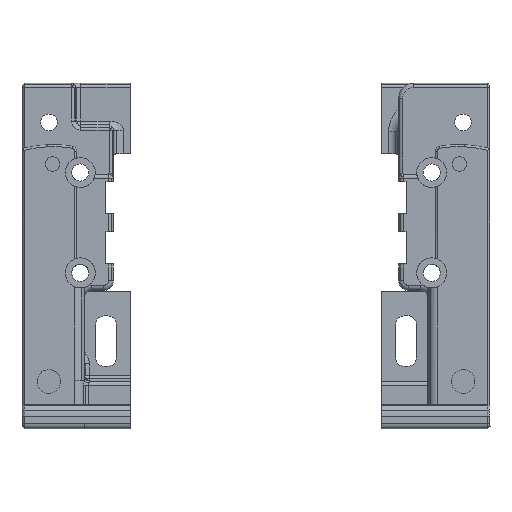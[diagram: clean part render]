
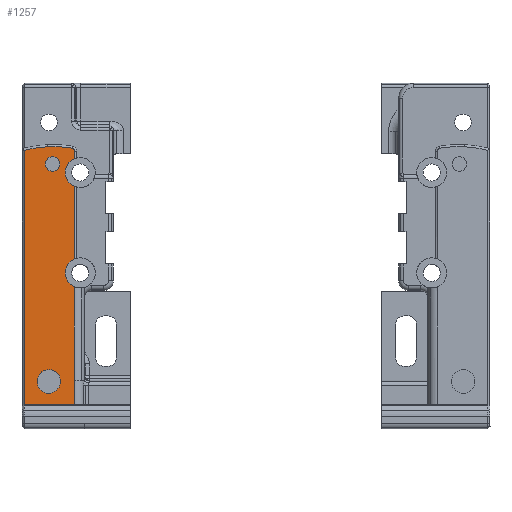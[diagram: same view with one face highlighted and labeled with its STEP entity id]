
A CAD part, front view. The second image highlights one B-rep face of the part: STEP entity #1257.
In plain terms, the highlighted planar face has unit normal (0, -1, 0).
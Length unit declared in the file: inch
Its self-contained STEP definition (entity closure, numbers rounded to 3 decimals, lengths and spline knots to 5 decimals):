
#1257=ADVANCED_FACE('',(#3134,#3135,#3136),#3137,.T.);
#3134=FACE_OUTER_BOUND('',#5719,.T.);
#3135=FACE_BOUND('',#5720,.T.);
#3136=FACE_BOUND('',#5721,.T.);
#3137=PLANE('',#5722);
#5719=EDGE_LOOP('',(#11259,#11260,#11261,#11262,#11263,#11264,#11265,#11266,#11267,#11268,#11269,#11270,#11271));
#5720=EDGE_LOOP('',(#11272,#11273,#11274));
#5721=EDGE_LOOP('',(#11275,#11276));
#5722=AXIS2_PLACEMENT_3D('',#11277,#11278,#11279);
#11259=ORIENTED_EDGE('',*,*,#17397,.F.);
#11260=ORIENTED_EDGE('',*,*,#18180,.F.);
#11261=ORIENTED_EDGE('',*,*,#18181,.T.);
#11262=ORIENTED_EDGE('',*,*,#18182,.T.);
#11263=ORIENTED_EDGE('',*,*,#18183,.F.);
#11264=ORIENTED_EDGE('',*,*,#17904,.T.);
#11265=ORIENTED_EDGE('',*,*,#17150,.T.);
#11266=ORIENTED_EDGE('',*,*,#17417,.F.);
#11267=ORIENTED_EDGE('',*,*,#18184,.F.);
#11268=ORIENTED_EDGE('',*,*,#18185,.F.);
#11269=ORIENTED_EDGE('',*,*,#18186,.F.);
#11270=ORIENTED_EDGE('',*,*,#17340,.F.);
#11271=ORIENTED_EDGE('',*,*,#18187,.T.);
#11272=ORIENTED_EDGE('',*,*,#18188,.T.);
#11273=ORIENTED_EDGE('',*,*,#18189,.T.);
#11274=ORIENTED_EDGE('',*,*,#18190,.T.);
#11275=ORIENTED_EDGE('',*,*,#18083,.F.);
#11276=ORIENTED_EDGE('',*,*,#17999,.F.);
#11277=CARTESIAN_POINT('',(-0.92735,-0.37402,1.02663));
#11278=DIRECTION('',(0.,-1.0,0.));
#11279=DIRECTION('',(1.0,0.,0.));
#17150=EDGE_CURVE('',#20280,#20278,#20281,.T.);
#17340=EDGE_CURVE('',#20618,#20620,#20621,.T.);
#17397=EDGE_CURVE('',#20724,#20726,#20727,.T.);
#17417=EDGE_CURVE('',#20759,#20278,#20761,.T.);
#17904=EDGE_CURVE('',#21588,#20280,#21589,.T.);
#17999=EDGE_CURVE('',#21737,#21739,#21740,.T.);
#18083=EDGE_CURVE('',#21739,#21737,#21866,.T.);
#18180=EDGE_CURVE('',#22018,#20724,#22019,.T.);
#18181=EDGE_CURVE('',#22018,#22020,#22021,.T.);
#18182=EDGE_CURVE('',#22020,#22022,#22023,.T.);
#18183=EDGE_CURVE('',#21588,#22022,#22024,.T.);
#18184=EDGE_CURVE('',#22025,#20759,#22026,.T.);
#18185=EDGE_CURVE('',#22027,#22025,#22028,.T.);
#18186=EDGE_CURVE('',#20620,#22027,#22029,.T.);
#18187=EDGE_CURVE('',#20618,#20726,#22030,.T.);
#18188=EDGE_CURVE('',#22031,#22032,#22033,.F.);
#18189=EDGE_CURVE('',#22032,#22034,#22035,.F.);
#18190=EDGE_CURVE('',#22034,#22031,#22036,.F.);
#20278=VERTEX_POINT('',#24856);
#20280=VERTEX_POINT('',#24891);
#20281=CIRCLE('',#24892,0.11811);
#20618=VERTEX_POINT('',#25509);
#20620=VERTEX_POINT('',#25512);
#20621=LINE('',#25513,#25514);
#20724=VERTEX_POINT('',#25685);
#20726=VERTEX_POINT('',#25687);
#20727=LINE('',#25688,#25689);
#20759=VERTEX_POINT('',#25735);
#20761=LINE('',#25737,#25738);
#21588=VERTEX_POINT('',#27352);
#21589=CIRCLE('',#27353,0.11811);
#21737=VERTEX_POINT('',#27660);
#21739=VERTEX_POINT('',#27663);
#21740=CIRCLE('',#27664,0.05709);
#21866=CIRCLE('',#27840,0.05709);
#22018=VERTEX_POINT('',#28041);
#22019=LINE('',#28042,#28043);
#22020=VERTEX_POINT('',#28044);
#22021=CIRCLE('',#28045,0.11811);
#22022=VERTEX_POINT('',#28046);
#22023=CIRCLE('',#28047,0.11811);
#22024=LINE('',#28048,#28049);
#22025=VERTEX_POINT('',#28050);
#22026=CIRCLE('',#28051,0.02362);
#22027=VERTEX_POINT('',#28052);
#22028=CIRCLE('',#28053,0.91823);
#22029=CIRCLE('',#28054,0.91823);
#22030=LINE('',#28055,#28056);
#22031=VERTEX_POINT('',#28057);
#22032=VERTEX_POINT('',#28058);
#22033=CIRCLE('',#28059,0.09252);
#22034=VERTEX_POINT('',#28060);
#22035=CIRCLE('',#28061,0.09252);
#22036=CIRCLE('',#28062,0.09252);
#24856=CARTESIAN_POINT('',(-1.36436,-0.37402,2.05499));
#24891=CARTESIAN_POINT('',(-1.43917,-0.37402,1.94511));
#24892=AXIS2_PLACEMENT_3D('',#32631,#32632,#32633);
#25509=CARTESIAN_POINT('',(-1.762,-0.37402,0.12602));
#25512=CARTESIAN_POINT('',(-1.762,-0.37402,2.11886));
#25513=CARTESIAN_POINT('',(-1.762,-0.37402,2.60342));
#25514=VECTOR('',#32856,10.0);
#25685=CARTESIAN_POINT('',(-1.3683,-0.37402,0.31538));
#25687=CARTESIAN_POINT('',(-1.3683,-0.37402,0.12602));
#25688=CARTESIAN_POINT('',(-1.3683,-0.37402,1.02663));
#25689=VECTOR('',#32943,2.0);
#25735=CARTESIAN_POINT('',(-1.36436,-0.37402,2.11214));
#25737=CARTESIAN_POINT('',(-1.36436,-0.37402,1.28103));
#25738=VECTOR('',#32964,10.0);
#27352=CARTESIAN_POINT('',(-1.36436,-0.37402,1.83522));
#27353=AXIS2_PLACEMENT_3D('',#33640,#33641,#33642);
#27660=CARTESIAN_POINT('',(-1.4805,-0.37402,2.01187));
#27663=CARTESIAN_POINT('',(-1.59468,-0.37402,2.01187));
#27664=AXIS2_PLACEMENT_3D('',#33753,#33754,#33755);
#27840=AXIS2_PLACEMENT_3D('',#33851,#33852,#33853);
#28041=CARTESIAN_POINT('',(-1.3683,-0.37402,1.04946));
#28042=CARTESIAN_POINT('',(-1.3683,-0.37402,1.28103));
#28043=VECTOR('',#33984,1.0);
#28044=CARTESIAN_POINT('',(-1.43917,-0.37402,1.15771));
#28045=AXIS2_PLACEMENT_3D('',#33985,#33986,#33987);
#28046=CARTESIAN_POINT('',(-1.36436,-0.37402,1.26759));
#28047=AXIS2_PLACEMENT_3D('',#33988,#33989,#33990);
#28048=CARTESIAN_POINT('',(-1.36436,-0.37402,1.28103));
#28049=VECTOR('',#33991,10.0);
#28050=CARTESIAN_POINT('',(-1.38414,-0.37402,2.13545));
#28051=AXIS2_PLACEMENT_3D('',#33992,#33993,#33994);
#28052=CARTESIAN_POINT('',(-1.57497,-0.37402,2.14677));
#28053=AXIS2_PLACEMENT_3D('',#33995,#33996,#33997);
#28054=AXIS2_PLACEMENT_3D('',#33998,#33999,#34000);
#28055=CARTESIAN_POINT('',(-1.38109,-0.37402,0.12602));
#28056=VECTOR('',#34001,10.0);
#28057=CARTESIAN_POINT('',(-1.65927,-0.37402,0.31538));
#28058=CARTESIAN_POINT('',(-1.4746,-0.37402,0.30714));
#28059=AXIS2_PLACEMENT_3D('',#34002,#34003,#34004);
#28060=CARTESIAN_POINT('',(-1.65964,-0.37402,0.30714));
#28061=AXIS2_PLACEMENT_3D('',#34005,#34006,#34007);
#28062=AXIS2_PLACEMENT_3D('',#34008,#34009,#34010);
#32631=CARTESIAN_POINT('',(-1.32106,-0.37402,1.94511));
#32632=DIRECTION('',(0.,1.0,0.));
#32633=DIRECTION('',(1.0,0.,0.));
#32856=DIRECTION('',(0.,0.,1.0));
#32943=DIRECTION('',(0.,0.,-1.));
#32964=DIRECTION('',(0.,0.,-1.0));
#33640=CARTESIAN_POINT('',(-1.32106,-0.37402,1.94511));
#33641=DIRECTION('',(0.,1.0,0.));
#33642=DIRECTION('',(1.0,0.,0.));
#33753=CARTESIAN_POINT('',(-1.53759,-0.37402,2.01187));
#33754=DIRECTION('',(0.,-1.0,0.));
#33755=DIRECTION('',(1.0,0.,0.));
#33851=CARTESIAN_POINT('',(-1.53759,-0.37402,2.01187));
#33852=DIRECTION('',(0.,-1.0,0.));
#33853=DIRECTION('',(1.0,0.,0.));
#33984=DIRECTION('',(0.,0.,-1.0));
#33985=CARTESIAN_POINT('',(-1.32106,-0.37402,1.15771));
#33986=DIRECTION('',(0.,1.0,0.));
#33987=DIRECTION('',(1.0,0.,0.));
#33988=CARTESIAN_POINT('',(-1.32106,-0.37402,1.15771));
#33989=DIRECTION('',(0.,1.0,0.));
#33990=DIRECTION('',(1.0,0.,0.));
#33991=DIRECTION('',(0.,0.,-1.0));
#33992=CARTESIAN_POINT('',(-1.38798,-0.37402,2.11214));
#33993=DIRECTION('',(0.,1.0,0.));
#33994=DIRECTION('',(0.763,0.,0.647));
#33995=CARTESIAN_POINT('',(-1.53365,-0.37402,1.22947));
#33996=DIRECTION('',(0.,1.0,0.));
#33997=DIRECTION('',(-0.042,0.,0.999));
#33998=CARTESIAN_POINT('',(-1.53365,-0.37402,1.22947));
#33999=DIRECTION('',(0.,1.0,0.));
#34000=DIRECTION('',(-0.042,0.,0.999));
#34001=DIRECTION('',(1.0,0.,0.0));
#34002=CARTESIAN_POINT('',(-1.56712,-0.37402,0.30714));
#34003=DIRECTION('',(0.,-1.0,0.));
#34004=DIRECTION('',(1.0,0.,0.));
#34005=CARTESIAN_POINT('',(-1.56712,-0.37402,0.30714));
#34006=DIRECTION('',(0.,-1.0,0.));
#34007=DIRECTION('',(1.0,0.,0.));
#34008=CARTESIAN_POINT('',(-1.56712,-0.37402,0.30714));
#34009=DIRECTION('',(0.,-1.0,0.));
#34010=DIRECTION('',(1.0,0.,0.));
